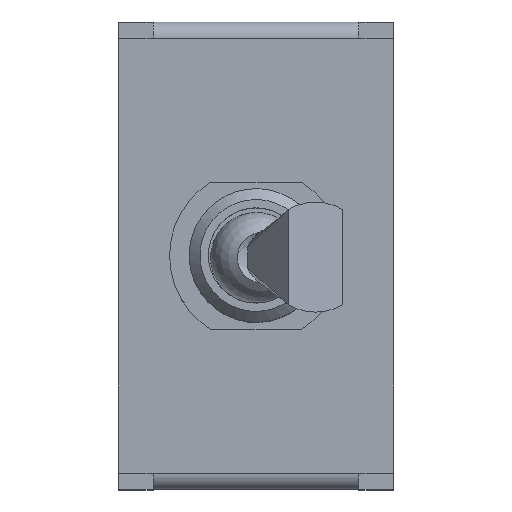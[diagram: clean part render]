
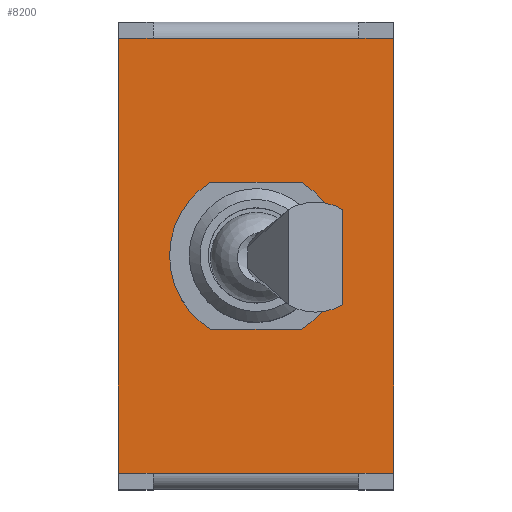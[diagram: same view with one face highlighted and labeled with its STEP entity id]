
A CAD part, top view. The second image highlights one B-rep face of the part: STEP entity #8200.
In plain terms, the highlighted planar face has unit normal (0, 0, 1).
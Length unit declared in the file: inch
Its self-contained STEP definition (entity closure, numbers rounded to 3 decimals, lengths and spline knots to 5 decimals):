
#139=FACE_BOUND('',#1202,.T.);
#178=CIRCLE('',#8639,0.15709);
#179=CIRCLE('',#8641,0.15709);
#706=FACE_OUTER_BOUND('',#1201,.T.);
#1201=EDGE_LOOP('',(#5770,#5771,#5772,#5773,#5774,#5775,#5776,#5777));
#1202=EDGE_LOOP('',(#5778,#5779,#5780,#5781));
#1655=LINE('',#12038,#2528);
#1657=LINE('',#12043,#2530);
#1829=LINE('',#12458,#2702);
#1831=LINE('',#12463,#2704);
#1833=LINE('',#12466,#2706);
#1836=LINE('',#12472,#2709);
#1841=LINE('',#12482,#2714);
#1843=LINE('',#12485,#2716);
#1851=LINE('',#12504,#2724);
#1852=LINE('',#12507,#2725);
#2528=VECTOR('',#9481,0.3937);
#2530=VECTOR('',#9485,0.3937);
#2702=VECTOR('',#9845,0.3937);
#2704=VECTOR('',#9849,0.3937);
#2706=VECTOR('',#9853,0.3937);
#2709=VECTOR('',#9858,0.3937);
#2714=VECTOR('',#9865,0.3937);
#2716=VECTOR('',#9869,0.3937);
#2724=VECTOR('',#9889,0.3937);
#2725=VECTOR('',#9894,0.3937);
#3401=VERTEX_POINT('',#12035);
#3402=VERTEX_POINT('',#12037);
#3403=VERTEX_POINT('',#12041);
#3404=VERTEX_POINT('',#12042);
#3436=VERTEX_POINT('',#12135);
#3444=VERTEX_POINT('',#12153);
#3447=VERTEX_POINT('',#12160);
#3546=VERTEX_POINT('',#12454);
#3549=VERTEX_POINT('',#12461);
#3551=VERTEX_POINT('',#12470);
#3552=VERTEX_POINT('',#12475);
#3555=VERTEX_POINT('',#12480);
#4161=EDGE_CURVE('',#3402,#3401,#1655,.T.);
#4163=EDGE_CURVE('',#3403,#3404,#1657,.T.);
#4168=EDGE_CURVE('',#3401,#3403,#178,.T.);
#4169=EDGE_CURVE('',#3404,#3402,#179,.T.);
#4365=EDGE_CURVE('',#3447,#3546,#1829,.T.);
#4367=EDGE_CURVE('',#3436,#3549,#1831,.T.);
#4369=EDGE_CURVE('',#3549,#3546,#1833,.T.);
#4372=EDGE_CURVE('',#3444,#3551,#1836,.T.);
#4377=EDGE_CURVE('',#3555,#3552,#1841,.T.);
#4379=EDGE_CURVE('',#3551,#3552,#1843,.T.);
#4389=EDGE_CURVE('',#3555,#3436,#1851,.T.);
#4391=EDGE_CURVE('',#3444,#3447,#1852,.T.);
#5770=ORIENTED_EDGE('',*,*,#4391,.F.);
#5771=ORIENTED_EDGE('',*,*,#4372,.T.);
#5772=ORIENTED_EDGE('',*,*,#4379,.T.);
#5773=ORIENTED_EDGE('',*,*,#4377,.F.);
#5774=ORIENTED_EDGE('',*,*,#4389,.T.);
#5775=ORIENTED_EDGE('',*,*,#4367,.T.);
#5776=ORIENTED_EDGE('',*,*,#4369,.T.);
#5777=ORIENTED_EDGE('',*,*,#4365,.F.);
#5778=ORIENTED_EDGE('',*,*,#4163,.T.);
#5779=ORIENTED_EDGE('',*,*,#4169,.T.);
#5780=ORIENTED_EDGE('',*,*,#4161,.T.);
#5781=ORIENTED_EDGE('',*,*,#4168,.T.);
#7913=PLANE('',#8743);
#8200=ADVANCED_FACE('',(#706,#139),#7913,.T.);
#8639=AXIS2_PLACEMENT_3D('',#12051,#9493,#9494);
#8641=AXIS2_PLACEMENT_3D('',#12053,#9497,#9498);
#8743=AXIS2_PLACEMENT_3D('',#12506,#9892,#9893);
#9481=DIRECTION('',(1.,0.,0.));
#9485=DIRECTION('',(-1.,0.,0.));
#9493=DIRECTION('center_axis',(0.,0.,-1.));
#9494=DIRECTION('ref_axis',(-1.,0.,0.));
#9497=DIRECTION('center_axis',(0.,0.,-1.));
#9498=DIRECTION('ref_axis',(-1.,0.,0.));
#9845=DIRECTION('',(-1.,0.,0.));
#9849=DIRECTION('',(-1.,0.,0.));
#9853=DIRECTION('',(0.,-1.,0.));
#9858=DIRECTION('',(1.,0.,0.));
#9865=DIRECTION('',(1.,0.,0.));
#9869=DIRECTION('',(0.,1.,0.));
#9889=DIRECTION('',(-1.,0.,0.));
#9892=DIRECTION('center_axis',(0.,0.,1.));
#9893=DIRECTION('ref_axis',(1.,0.,0.));
#9894=DIRECTION('',(-1.,0.,0.));
#12035=CARTESIAN_POINT('',(0.08221,0.13386,0.41496));
#12037=CARTESIAN_POINT('',(-0.08221,0.13386,0.41496));
#12038=CARTESIAN_POINT('',(-0.0411,0.13386,0.41496));
#12041=CARTESIAN_POINT('',(0.08221,-0.13386,0.41496));
#12042=CARTESIAN_POINT('',(-0.08221,-0.13386,0.41496));
#12043=CARTESIAN_POINT('',(0.0411,-0.13386,0.41496));
#12051=CARTESIAN_POINT('Origin',(0.,0.,
0.41496));
#12053=CARTESIAN_POINT('Origin',(0.,0.,
0.41496));
#12135=CARTESIAN_POINT('',(-0.18701,0.39508,0.41496));
#12153=CARTESIAN_POINT('',(0.18701,-0.39508,0.41496));
#12160=CARTESIAN_POINT('',(-0.18701,-0.39508,0.41496));
#12454=CARTESIAN_POINT('',(-0.25,-0.39508,0.41496));
#12458=CARTESIAN_POINT('',(-0.18701,-0.39508,0.41496));
#12461=CARTESIAN_POINT('',(-0.25,0.39508,0.41496));
#12463=CARTESIAN_POINT('',(-0.18701,0.39508,0.41496));
#12466=CARTESIAN_POINT('',(-0.25,-0.39508,0.41496));
#12470=CARTESIAN_POINT('',(0.25,-0.39508,0.41496));
#12472=CARTESIAN_POINT('',(0.18701,-0.39508,0.41496));
#12475=CARTESIAN_POINT('',(0.25,0.39508,0.41496));
#12480=CARTESIAN_POINT('',(0.18701,0.39508,0.41496));
#12482=CARTESIAN_POINT('',(0.18701,0.39508,0.41496));
#12485=CARTESIAN_POINT('',(0.25,0.39508,0.41496));
#12504=CARTESIAN_POINT('',(0.,0.39508,0.41496));
#12506=CARTESIAN_POINT('Origin',(0.,0.39508,
0.41496));
#12507=CARTESIAN_POINT('',(0.,-0.39508,0.41496));
